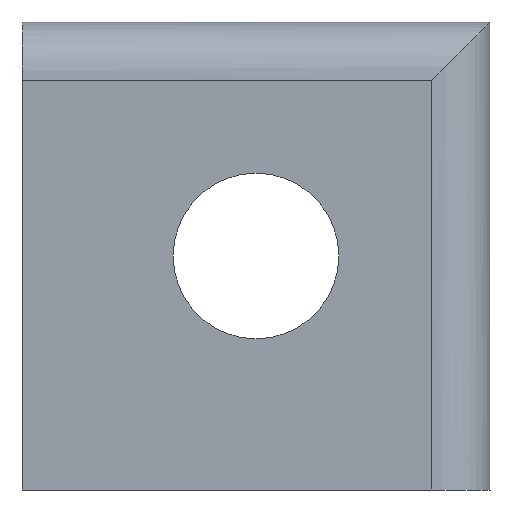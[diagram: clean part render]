
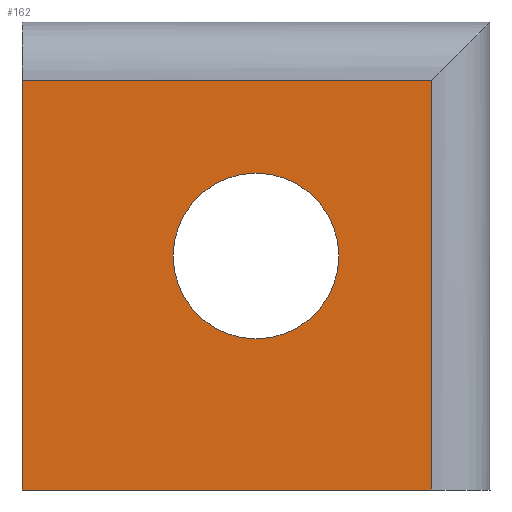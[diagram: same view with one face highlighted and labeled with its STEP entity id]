
A CAD part, front view. The second image highlights one B-rep face of the part: STEP entity #162.
In plain terms, the highlighted planar face has unit normal (0, -1, 0).
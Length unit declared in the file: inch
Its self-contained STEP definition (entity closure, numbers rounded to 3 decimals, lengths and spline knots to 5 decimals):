
#5 = EDGE_CURVE ( 'NONE', #203, #93, #159, .T. ) ;
#11 = EDGE_LOOP ( 'NONE', ( #235 ) ) ;
#12 = DIRECTION ( 'NONE',  ( 0., 0., -1. ) ) ;
#15 = CARTESIAN_POINT ( 'NONE',  ( -0.25, 0., -0.25 ) ) ;
#38 = LINE ( 'NONE', #105, #208 ) ;
#40 = DIRECTION ( 'NONE',  ( 0., 0., 1. ) ) ;
#42 = CARTESIAN_POINT ( 'NONE',  ( 0., 0., 0. ) ) ;
#50 = DIRECTION ( 'NONE',  ( -1., 0., 0. ) ) ;
#54 = ORIENTED_EDGE ( 'NONE', *, *, #66, .F. ) ;
#60 = CARTESIAN_POINT ( 'NONE',  ( 0., 0., 0. ) ) ;
#63 = LINE ( 'NONE', #250, #87 ) ;
#64 = VECTOR ( 'NONE', #50, 39.37008 ) ;
#66 = EDGE_CURVE ( 'NONE', #180, #203, #63, .T. ) ;
#74 = VERTEX_POINT ( 'NONE', #86 ) ;
#80 = FACE_BOUND ( 'NONE', #11, .T. ) ;
#86 = CARTESIAN_POINT ( 'NONE',  ( -0.25, 0., 0.1875 ) ) ;
#87 = VECTOR ( 'NONE', #12, 39.37008 ) ;
#93 = VERTEX_POINT ( 'NONE', #15 ) ;
#99 = CIRCLE ( 'NONE', #246, 0.0885 ) ;
#101 = ORIENTED_EDGE ( 'NONE', *, *, #145, .F. ) ;
#105 = CARTESIAN_POINT ( 'NONE',  ( -0.25, 0., -0.25 ) ) ;
#121 = LINE ( 'NONE', #204, #181 ) ;
#131 = DIRECTION ( 'NONE',  ( 0., 1., 0. ) ) ;
#133 = CARTESIAN_POINT ( 'NONE',  ( 0., 0., 0.0885 ) ) ;
#142 = CARTESIAN_POINT ( 'NONE',  ( -0.25, 0., -0.25 ) ) ;
#144 = DIRECTION ( 'NONE',  ( 1., 0., 0. ) ) ;
#145 = EDGE_CURVE ( 'NONE', #93, #74, #38, .T. ) ;
#154 = EDGE_CURVE ( 'NONE', #74, #180, #121, .T. ) ;
#155 = ORIENTED_EDGE ( 'NONE', *, *, #154, .F. ) ;
#159 = LINE ( 'NONE', #142, #64 ) ;
#162 = ADVANCED_FACE ( 'NONE', ( #80, #163 ), #245, .F. ) ;
#163 = FACE_OUTER_BOUND ( 'NONE', #174, .T. ) ;
#174 = EDGE_LOOP ( 'NONE', ( #54, #155, #101, #261 ) ) ;
#180 = VERTEX_POINT ( 'NONE', #266 ) ;
#181 = VECTOR ( 'NONE', #144, 39.37008 ) ;
#203 = VERTEX_POINT ( 'NONE', #249 ) ;
#204 = CARTESIAN_POINT ( 'NONE',  ( -0.25, 0., 0.1875 ) ) ;
#208 = VECTOR ( 'NONE', #263, 39.37008 ) ;
#209 = DIRECTION ( 'NONE',  ( 0., 0., 1. ) ) ;
#219 = EDGE_CURVE ( 'NONE', #255, #255, #99, .T. ) ;
#224 = DIRECTION ( 'NONE',  ( 0., 1., 0. ) ) ;
#235 = ORIENTED_EDGE ( 'NONE', *, *, #219, .T. ) ;
#236 = AXIS2_PLACEMENT_3D ( 'NONE', #60, #224, #40 ) ;
#245 = PLANE ( 'NONE',  #236 ) ;
#246 = AXIS2_PLACEMENT_3D ( 'NONE', #42, #131, #209 ) ;
#249 = CARTESIAN_POINT ( 'NONE',  ( 0.1875, 0., -0.25 ) ) ;
#250 = CARTESIAN_POINT ( 'NONE',  ( 0.1875, 0., 0.25 ) ) ;
#255 = VERTEX_POINT ( 'NONE', #133 ) ;
#261 = ORIENTED_EDGE ( 'NONE', *, *, #5, .F. ) ;
#263 = DIRECTION ( 'NONE',  ( 0., 0., 1. ) ) ;
#266 = CARTESIAN_POINT ( 'NONE',  ( 0.1875, 0., 0.1875 ) ) ;
